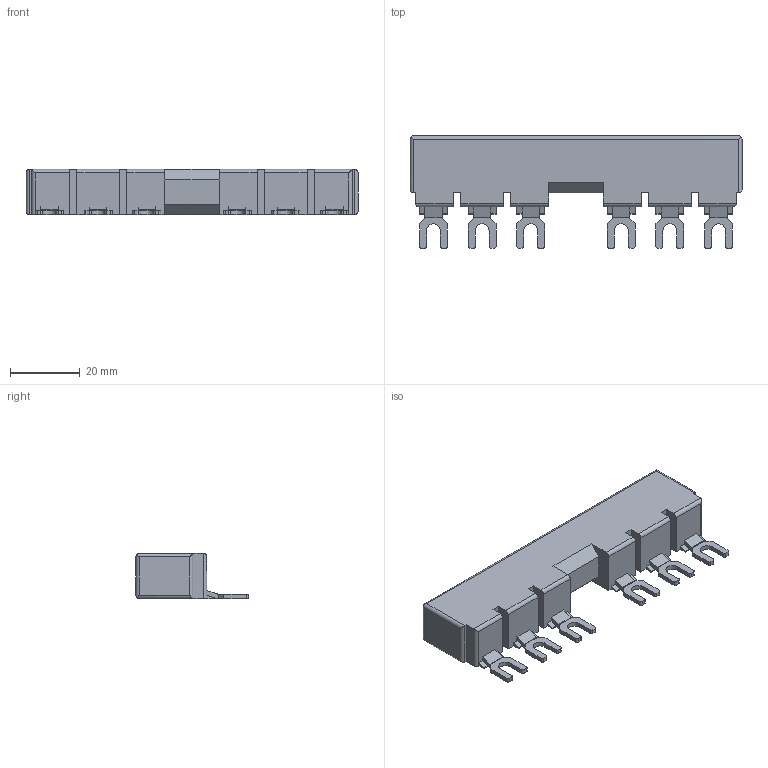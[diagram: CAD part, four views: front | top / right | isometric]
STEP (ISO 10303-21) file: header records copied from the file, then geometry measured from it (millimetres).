
FILE_DESCRIPTION(('FreeCAD Model'),'2;1');
FILE_NAME('3D-KT5-32-DB-54-2.step', '2020-05-01T14:54:29',('Author'),(''), 'Open CASCADE STEP processor 7.2','FreeCAD','Unknown');
FILE_SCHEMA(('AUTOMOTIVE_DESIGN { 1 0 10303 214 1 1 1 1 }'));
Length unit declared in the file: millimetre
Products named in the file (3): 10004775872_ASM; 10004775870; 10004775871005
Assembly tree (7 placements, depth 2):
  10004775872_ASM
    10004775870
    10004775871005  x6
Bounding box: 95.5 x 32.3 x 13 mm (x, y, z)
Volume: 24180.8 mm3; surface area: 8262.4 mm2
Topology: 7 solids, 7 shells, 206 faces, 570 edges, 378 vertices
Faces by surface type: plane 140, cylinder 66
Entity records: 7844 total; most frequent: CARTESIAN_POINT 2400, DIRECTION 990, LINE 680, VECTOR 680, ORIENTED_EDGE 540, PCURVE 540, DEFINITIONAL_REPRESENTATION 540, EDGE_CURVE 270
